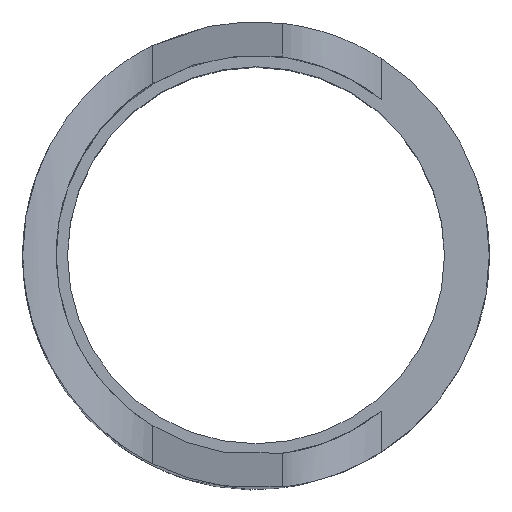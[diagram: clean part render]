
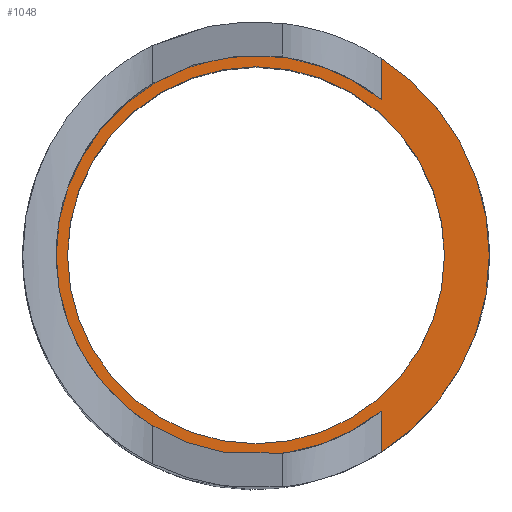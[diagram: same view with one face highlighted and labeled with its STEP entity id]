
A CAD part, top view. The second image highlights one B-rep face of the part: STEP entity #1048.
In plain terms, the highlighted planar face has unit normal (0, 0, 1).
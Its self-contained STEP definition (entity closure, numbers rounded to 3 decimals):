
#31=PLANE('',#1155);
#54=FACE_BOUND('',#177,.T.);
#104=FACE_OUTER_BOUND('',#176,.T.);
#176=EDGE_LOOP('',(#858,#859,#860,#861));
#177=EDGE_LOOP('',(#862));
#236=CIRCLE('',#1156,20.5);
#237=CIRCLE('',#1157,17.564);
#238=CIRCLE('',#1158,16.564);
#294=LINE('',#2256,#350);
#295=LINE('',#2261,#351);
#350=VECTOR('',#1375,10.);
#351=VECTOR('',#1380,10.);
#502=VERTEX_POINT('',#2234);
#503=VERTEX_POINT('',#2247);
#504=VERTEX_POINT('',#2258);
#505=VERTEX_POINT('',#2260);
#506=VERTEX_POINT('',#2263);
#638=EDGE_CURVE('',#503,#502,#294,.T.);
#639=EDGE_CURVE('',#504,#503,#236,.T.);
#640=EDGE_CURVE('',#505,#504,#295,.T.);
#641=EDGE_CURVE('',#505,#502,#237,.T.);
#642=EDGE_CURVE('',#506,#506,#238,.T.);
#858=ORIENTED_EDGE('',*,*,#639,.F.);
#859=ORIENTED_EDGE('',*,*,#640,.F.);
#860=ORIENTED_EDGE('',*,*,#641,.T.);
#861=ORIENTED_EDGE('',*,*,#638,.F.);
#862=ORIENTED_EDGE('',*,*,#642,.T.);
#1048=ADVANCED_FACE('',(#104,#54),#31,.F.);
#1155=AXIS2_PLACEMENT_3D('',#2257,#1376,#1377);
#1156=AXIS2_PLACEMENT_3D('',#2259,#1378,#1379);
#1157=AXIS2_PLACEMENT_3D('',#2262,#1381,#1382);
#1158=AXIS2_PLACEMENT_3D('',#2264,#1383,#1384);
#1375=DIRECTION('',(0.,1.,0.));
#1376=DIRECTION('center_axis',(0.,0.,-1.));
#1377=DIRECTION('ref_axis',(-1.,0.,0.));
#1378=DIRECTION('center_axis',(0.,0.,-1.));
#1379=DIRECTION('ref_axis',(1.,0.,0.));
#1380=DIRECTION('',(0.,1.,0.));
#1381=DIRECTION('center_axis',(0.,0.,1.));
#1382=DIRECTION('ref_axis',(-1.,0.,0.));
#1383=DIRECTION('center_axis',(0.,0.,-1.));
#1384=DIRECTION('ref_axis',(-1.,0.,0.));
#2234=CARTESIAN_POINT('',(11.,-13.692,86.));
#2247=CARTESIAN_POINT('',(11.,-17.299,86.));
#2256=CARTESIAN_POINT('',(11.,0.,86.));
#2257=CARTESIAN_POINT('Origin',(20.5,0.,86.));
#2258=CARTESIAN_POINT('',(11.,17.299,86.));
#2259=CARTESIAN_POINT('Origin',(0.,0.,86.));
#2260=CARTESIAN_POINT('',(11.,13.692,86.));
#2261=CARTESIAN_POINT('',(11.,0.,86.));
#2262=CARTESIAN_POINT('Origin',(0.,0.,
86.));
#2263=CARTESIAN_POINT('',(-16.564,0.,86.));
#2264=CARTESIAN_POINT('Origin',(0.,0.,
86.));
